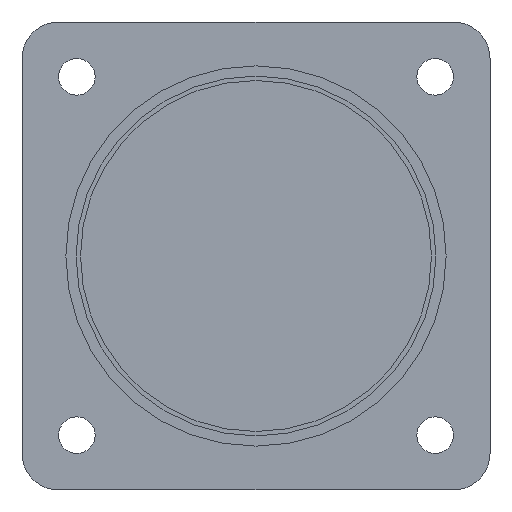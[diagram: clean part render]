
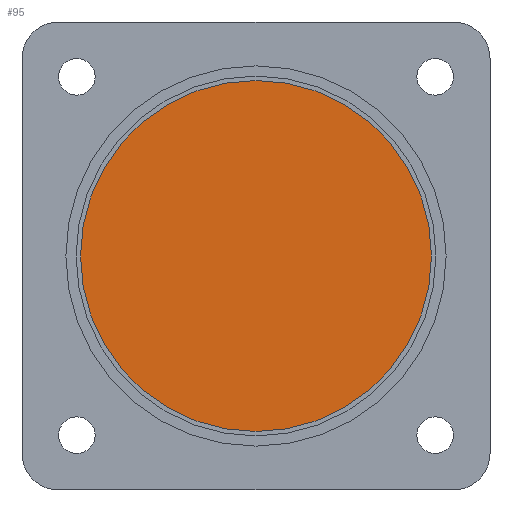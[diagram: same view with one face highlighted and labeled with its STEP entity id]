
A CAD part, front view. The second image highlights one B-rep face of the part: STEP entity #95.
In plain terms, the highlighted planar face has unit normal (0, -1, 0).
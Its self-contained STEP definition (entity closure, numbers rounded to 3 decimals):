
#61 = CARTESIAN_POINT ( 'NONE',  ( 0., -100., 24. ) ) ;
#95 = ADVANCED_FACE ( 'NONE', ( #890 ), #262, .T. ) ;
#97 = DIRECTION ( 'NONE',  ( 0., -1., 0. ) ) ;
#249 = CARTESIAN_POINT ( 'NONE',  ( 0., -100., 0. ) ) ;
#262 = PLANE ( 'NONE',  #975 ) ;
#271 = AXIS2_PLACEMENT_3D ( 'NONE', #249, #97, #412 ) ;
#297 = DIRECTION ( 'NONE',  ( 0., 0., -1. ) ) ;
#313 = VERTEX_POINT ( 'NONE', #61 ) ;
#331 = CARTESIAN_POINT ( 'NONE',  ( 24., -100., 0. ) ) ;
#378 = CIRCLE ( 'NONE', #861, 24. ) ;
#412 = DIRECTION ( 'NONE',  ( 0., 0., -1. ) ) ;
#428 = EDGE_LOOP ( 'NONE', ( #1004, #945 ) ) ;
#576 = CARTESIAN_POINT ( 'NONE',  ( 0., -100., -24. ) ) ;
#706 = EDGE_CURVE ( 'NONE', #313, #871, #378, .T. ) ;
#784 = DIRECTION ( 'NONE',  ( 0., -1., 0. ) ) ;
#838 = CIRCLE ( 'NONE', #271, 24. ) ;
#861 = AXIS2_PLACEMENT_3D ( 'NONE', #1017, #784, #297 ) ;
#863 = EDGE_CURVE ( 'NONE', #871, #313, #838, .T. ) ;
#871 = VERTEX_POINT ( 'NONE', #576 ) ;
#890 = FACE_OUTER_BOUND ( 'NONE', #428, .T. ) ;
#894 = DIRECTION ( 'NONE',  ( 0., 0., -1. ) ) ;
#945 = ORIENTED_EDGE ( 'NONE', *, *, #706, .T. ) ;
#974 = DIRECTION ( 'NONE',  ( 0., -1., 0. ) ) ;
#975 = AXIS2_PLACEMENT_3D ( 'NONE', #331, #974, #894 ) ;
#1004 = ORIENTED_EDGE ( 'NONE', *, *, #863, .T. ) ;
#1017 = CARTESIAN_POINT ( 'NONE',  ( 0., -100., 0. ) ) ;
